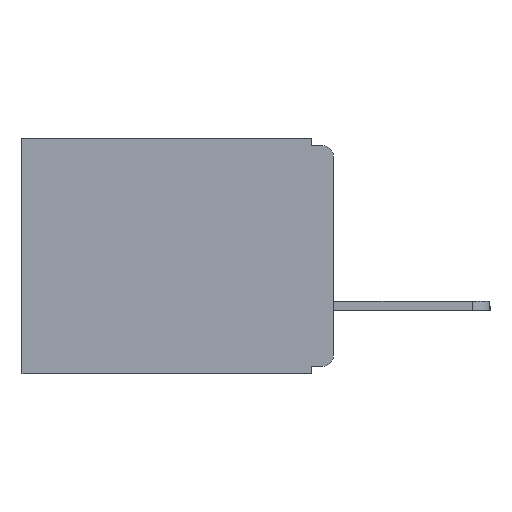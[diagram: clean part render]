
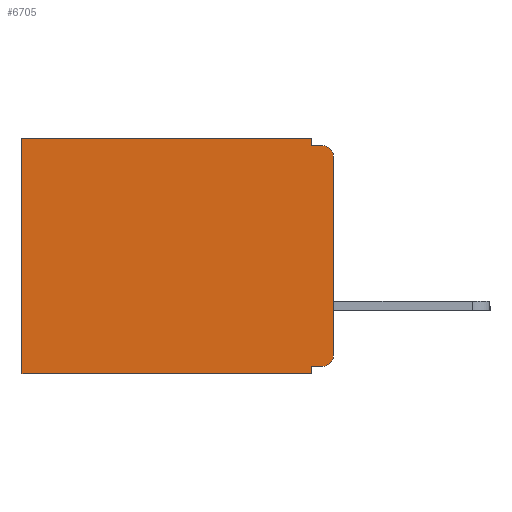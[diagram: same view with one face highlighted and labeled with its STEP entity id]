
A CAD part, left-side view. The second image highlights one B-rep face of the part: STEP entity #6705.
In plain terms, the highlighted planar face has unit normal (-1, 0, 0).
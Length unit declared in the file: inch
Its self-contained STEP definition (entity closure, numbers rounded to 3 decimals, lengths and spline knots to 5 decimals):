
#394 = VECTOR ( 'NONE', #13394, 39.37008 ) ;
#567 = LINE ( 'NONE', #13889, #394 ) ;
#572 = VERTEX_POINT ( 'NONE', #14541 ) ;
#1188 = LINE ( 'NONE', #11107, #17756 ) ;
#1404 = DIRECTION ( 'NONE',  ( 0., 0., -1. ) ) ;
#1466 = DIRECTION ( 'NONE',  ( -1., 0., 0. ) ) ;
#1630 = VERTEX_POINT ( 'NONE', #15821 ) ;
#1667 = VECTOR ( 'NONE', #14961, 39.37008 ) ;
#1688 = LINE ( 'NONE', #10336, #1667 ) ;
#1707 = EDGE_CURVE ( 'NONE', #1630, #13626, #13933, .T. ) ;
#1868 = EDGE_CURVE ( 'NONE', #572, #4615, #13491, .T. ) ;
#1874 = EDGE_CURVE ( 'NONE', #7447, #7092, #13386, .T. ) ;
#2009 = CARTESIAN_POINT ( 'NONE',  ( 0.3, 0.031, -0.33 ) ) ;
#2071 = CARTESIAN_POINT ( 'NONE',  ( 0.3, 0.015, -0.025 ) ) ;
#2724 = DIRECTION ( 'NONE',  ( 0., 0., -1. ) ) ;
#2766 = EDGE_CURVE ( 'NONE', #7337, #13405, #10539, .T. ) ;
#2777 = EDGE_CURVE ( 'NONE', #16374, #5772, #10451, .T. ) ;
#2891 = DIRECTION ( 'NONE',  ( 1., 0., 0. ) ) ;
#3282 = CARTESIAN_POINT ( 'NONE',  ( 0.3, 0.015, -0.32 ) ) ;
#3432 = CARTESIAN_POINT ( 'NONE',  ( 0.3, 0., -0.33 ) ) ;
#3584 = DIRECTION ( 'NONE',  ( 0., 0., -1. ) ) ;
#3871 = LINE ( 'NONE', #8927, #13739 ) ;
#4343 = ORIENTED_EDGE ( 'NONE', *, *, #16098, .F. ) ;
#4462 = ORIENTED_EDGE ( 'NONE', *, *, #2777, .T. ) ;
#4583 = LINE ( 'NONE', #9986, #4972 ) ;
#4613 = CARTESIAN_POINT ( 'NONE',  ( 0.3, 0.437, -0.33 ) ) ;
#4615 = VERTEX_POINT ( 'NONE', #7827 ) ;
#4752 = PLANE ( 'NONE',  #8331 ) ;
#4785 = ORIENTED_EDGE ( 'NONE', *, *, #15294, .F. ) ;
#4972 = VECTOR ( 'NONE', #9156, 39.37008 ) ;
#5453 = CARTESIAN_POINT ( 'NONE',  ( 0.3, 0.437, 0. ) ) ;
#5474 = EDGE_CURVE ( 'NONE', #7447, #1630, #1688, .T. ) ;
#5772 = VERTEX_POINT ( 'NONE', #8441 ) ;
#6565 = ORIENTED_EDGE ( 'NONE', *, *, #1868, .F. ) ;
#6705 = ADVANCED_FACE ( 'NONE', ( #14876 ), #4752, .F. ) ;
#6899 = ORIENTED_EDGE ( 'NONE', *, *, #16029, .T. ) ;
#7092 = VERTEX_POINT ( 'NONE', #9543 ) ;
#7337 = VERTEX_POINT ( 'NONE', #5453 ) ;
#7447 = VERTEX_POINT ( 'NONE', #3282 ) ;
#7827 = CARTESIAN_POINT ( 'NONE',  ( 0.3, 0.031, -0.01 ) ) ;
#8064 = DIRECTION ( 'NONE',  ( 0., 1., 0. ) ) ;
#8331 = AXIS2_PLACEMENT_3D ( 'NONE', #3432, #2891, #2724 ) ;
#8441 = CARTESIAN_POINT ( 'NONE',  ( 0.3, 0.015, -0.01 ) ) ;
#8927 = CARTESIAN_POINT ( 'NONE',  ( 0.3, 0., -0.33 ) ) ;
#8933 = ORIENTED_EDGE ( 'NONE', *, *, #2766, .T. ) ;
#9156 = DIRECTION ( 'NONE',  ( 0., -1., 0. ) ) ;
#9244 = ORIENTED_EDGE ( 'NONE', *, *, #13702, .F. ) ;
#9355 = AXIS2_PLACEMENT_3D ( 'NONE', #16877, #9850, #13189 ) ;
#9394 = ORIENTED_EDGE ( 'NONE', *, *, #1707, .F. ) ;
#9543 = CARTESIAN_POINT ( 'NONE',  ( 0.3, 0., -0.305 ) ) ;
#9649 = ORIENTED_EDGE ( 'NONE', *, *, #5474, .F. ) ;
#9714 = CARTESIAN_POINT ( 'NONE',  ( 0.3, 0.031, 0. ) ) ;
#9850 = DIRECTION ( 'NONE',  ( -1., 0., 0. ) ) ;
#9986 = CARTESIAN_POINT ( 'NONE',  ( 0.3, 0., -0.01 ) ) ;
#10175 = ORIENTED_EDGE ( 'NONE', *, *, #1874, .T. ) ;
#10336 = CARTESIAN_POINT ( 'NONE',  ( 0.3, 0., -0.32 ) ) ;
#10432 = VECTOR ( 'NONE', #14603, 39.37008 ) ;
#10451 = CIRCLE ( 'NONE', #17302, 0.015 ) ;
#10539 = LINE ( 'NONE', #14676, #10432 ) ;
#11054 = DIRECTION ( 'NONE',  ( 0., 0., -1. ) ) ;
#11107 = CARTESIAN_POINT ( 'NONE',  ( 0.3, 0., -0.33 ) ) ;
#11116 = DIRECTION ( 'NONE',  ( 0., 0., -1. ) ) ;
#13189 = DIRECTION ( 'NONE',  ( 0., 0., -1. ) ) ;
#13363 = VECTOR ( 'NONE', #11116, 39.37008 ) ;
#13386 = CIRCLE ( 'NONE', #9355, 0.015 ) ;
#13394 = DIRECTION ( 'NONE',  ( 0., 1., 0. ) ) ;
#13405 = VERTEX_POINT ( 'NONE', #4613 ) ;
#13491 = LINE ( 'NONE', #9714, #13363 ) ;
#13626 = VERTEX_POINT ( 'NONE', #15036 ) ;
#13702 = EDGE_CURVE ( 'NONE', #13626, #13405, #3871, .T. ) ;
#13739 = VECTOR ( 'NONE', #8064, 39.37008 ) ;
#13889 = CARTESIAN_POINT ( 'NONE',  ( 0.3, 0., 0. ) ) ;
#13917 = VECTOR ( 'NONE', #1404, 39.37008 ) ;
#13933 = LINE ( 'NONE', #2009, #13917 ) ;
#14541 = CARTESIAN_POINT ( 'NONE',  ( 0.3, 0.031, 0. ) ) ;
#14603 = DIRECTION ( 'NONE',  ( 0., 0., -1. ) ) ;
#14676 = CARTESIAN_POINT ( 'NONE',  ( 0.3, 0.437, -0.33 ) ) ;
#14876 = FACE_OUTER_BOUND ( 'NONE', #17202, .T. ) ;
#14961 = DIRECTION ( 'NONE',  ( 0., 1., 0. ) ) ;
#15036 = CARTESIAN_POINT ( 'NONE',  ( 0.3, 0.031, -0.33 ) ) ;
#15294 = EDGE_CURVE ( 'NONE', #4615, #5772, #4583, .T. ) ;
#15821 = CARTESIAN_POINT ( 'NONE',  ( 0.3, 0.031, -0.32 ) ) ;
#16029 = EDGE_CURVE ( 'NONE', #572, #7337, #567, .T. ) ;
#16098 = EDGE_CURVE ( 'NONE', #16374, #7092, #1188, .T. ) ;
#16374 = VERTEX_POINT ( 'NONE', #17519 ) ;
#16877 = CARTESIAN_POINT ( 'NONE',  ( 0.3, 0.015, -0.305 ) ) ;
#17202 = EDGE_LOOP ( 'NONE', ( #4343, #4462, #4785, #6565, #6899, #8933, #9244, #9394, #9649, #10175 ) ) ;
#17302 = AXIS2_PLACEMENT_3D ( 'NONE', #2071, #1466, #3584 ) ;
#17519 = CARTESIAN_POINT ( 'NONE',  ( 0.3, 0., -0.025 ) ) ;
#17756 = VECTOR ( 'NONE', #11054, 39.37008 ) ;
